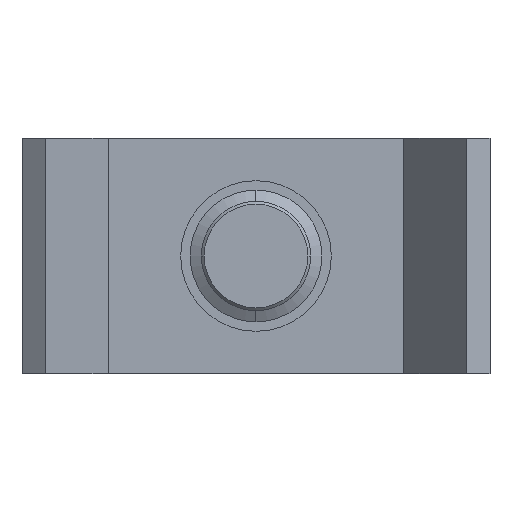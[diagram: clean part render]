
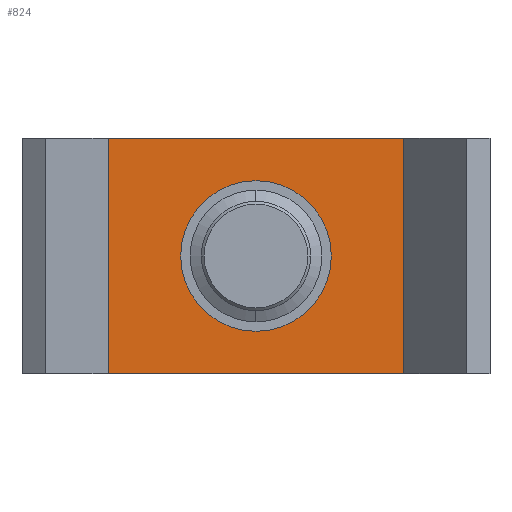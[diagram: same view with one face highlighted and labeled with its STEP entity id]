
A CAD part, front view. The second image highlights one B-rep face of the part: STEP entity #824.
In plain terms, the highlighted planar face has unit normal (0, -1, 0).
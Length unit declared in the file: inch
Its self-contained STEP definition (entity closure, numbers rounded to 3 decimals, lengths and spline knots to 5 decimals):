
#592 = VERTEX_POINT ( 'NONE', #2159 ) ;
#824 = ADVANCED_FACE ( 'NONE', ( #2398, #2397 ), #2426, .F. ) ;
#825 = EDGE_LOOP ( 'NONE', ( #826, #1013 ) ) ;
#826 = ORIENTED_EDGE ( 'NONE', *, *, #833, .T. ) ;
#833 = EDGE_CURVE ( 'NONE', #1049, #1050, #2391, .T. ) ;
#880 = VERTEX_POINT ( 'NONE', #2564 ) ;
#930 = VERTEX_POINT ( 'NONE', #2705 ) ;
#932 = EDGE_CURVE ( 'NONE', #933, #930, #2704, .T. ) ;
#933 = VERTEX_POINT ( 'NONE', #2700 ) ;
#1013 = ORIENTED_EDGE ( 'NONE', *, *, #1039, .T. ) ;
#1014 = EDGE_LOOP ( 'NONE', ( #1015, #1017, #1018, #1020 ) ) ;
#1015 = ORIENTED_EDGE ( 'NONE', *, *, #1016, .T. ) ;
#1016 = EDGE_CURVE ( 'NONE', #930, #880, #2870, .T. ) ;
#1017 = ORIENTED_EDGE ( 'NONE', *, *, #1042, .F. ) ;
#1018 = ORIENTED_EDGE ( 'NONE', *, *, #1019, .F. ) ;
#1019 = EDGE_CURVE ( 'NONE', #933, #592, #2747, .T. ) ;
#1020 = ORIENTED_EDGE ( 'NONE', *, *, #932, .T. ) ;
#1039 = EDGE_CURVE ( 'NONE', #1050, #1049, #2911, .T. ) ;
#1042 = EDGE_CURVE ( 'NONE', #592, #880, #2767, .T. ) ;
#1049 = VERTEX_POINT ( 'NONE', #2813 ) ;
#1050 = VERTEX_POINT ( 'NONE', #2812 ) ;
#2159 = CARTESIAN_POINT ( 'NONE',  ( 0.12554, -0.025, 0.1 ) ) ;
#2387 = DIRECTION ( 'NONE',  ( 0., 0., 1. ) ) ;
#2388 = DIRECTION ( 'NONE',  ( 0., 1., 0. ) ) ;
#2389 = CARTESIAN_POINT ( 'NONE',  ( 0., -0.025, 0. ) ) ;
#2390 = AXIS2_PLACEMENT_3D ( 'NONE', #2389, #2388, #2387 ) ;
#2391 = CIRCLE ( 'NONE', #2390, 0.06398 ) ;
#2397 = FACE_OUTER_BOUND ( 'NONE', #1014, .T. ) ;
#2398 = FACE_BOUND ( 'NONE', #825, .T. ) ;
#2422 = DIRECTION ( 'NONE',  ( 0., 0., 1. ) ) ;
#2423 = DIRECTION ( 'NONE',  ( 0., 1., 0. ) ) ;
#2424 = CARTESIAN_POINT ( 'NONE',  ( -0.1378, -0.025, 0.1 ) ) ;
#2425 = AXIS2_PLACEMENT_3D ( 'NONE', #2424, #2423, #2422 ) ;
#2426 = PLANE ( 'NONE',  #2425 ) ;
#2564 = CARTESIAN_POINT ( 'NONE',  ( 0.12554, -0.025, -0.1 ) ) ;
#2700 = CARTESIAN_POINT ( 'NONE',  ( -0.12554, -0.025, 0.1 ) ) ;
#2701 = DIRECTION ( 'NONE',  ( 0., 0., -1. ) ) ;
#2702 = VECTOR ( 'NONE', #2701, 39.37008 ) ;
#2703 = CARTESIAN_POINT ( 'NONE',  ( -0.12554, -0.025, 0.1 ) ) ;
#2704 = LINE ( 'NONE', #2703, #2702 ) ;
#2705 = CARTESIAN_POINT ( 'NONE',  ( -0.12554, -0.025, -0.1 ) ) ;
#2744 = DIRECTION ( 'NONE',  ( 1., 0., 0. ) ) ;
#2745 = VECTOR ( 'NONE', #2744, 39.37008 ) ;
#2746 = CARTESIAN_POINT ( 'NONE',  ( -0.1378, -0.025, 0.1 ) ) ;
#2747 = LINE ( 'NONE', #2746, #2745 ) ;
#2764 = DIRECTION ( 'NONE',  ( 0., 0., -1. ) ) ;
#2765 = VECTOR ( 'NONE', #2764, 39.37008 ) ;
#2766 = CARTESIAN_POINT ( 'NONE',  ( 0.12554, -0.025, 0.1 ) ) ;
#2767 = LINE ( 'NONE', #2766, #2765 ) ;
#2812 = CARTESIAN_POINT ( 'NONE',  ( 0., -0.025, -0.06398 ) ) ;
#2813 = CARTESIAN_POINT ( 'NONE',  ( 0., -0.025, 0.06398 ) ) ;
#2840 = DIRECTION ( 'NONE',  ( 0., 0., 1. ) ) ;
#2841 = DIRECTION ( 'NONE',  ( 0., 1., 0. ) ) ;
#2842 = CARTESIAN_POINT ( 'NONE',  ( 0., -0.025, 0. ) ) ;
#2867 = DIRECTION ( 'NONE',  ( 1., 0., 0. ) ) ;
#2868 = VECTOR ( 'NONE', #2867, 39.37008 ) ;
#2869 = CARTESIAN_POINT ( 'NONE',  ( -0.1378, -0.025, -0.1 ) ) ;
#2870 = LINE ( 'NONE', #2869, #2868 ) ;
#2911 = CIRCLE ( 'NONE', #2916, 0.06398 ) ;
#2916 = AXIS2_PLACEMENT_3D ( 'NONE', #2842, #2841, #2840 ) ;
